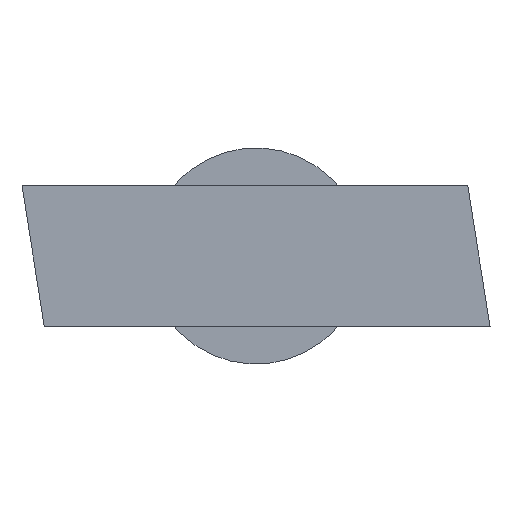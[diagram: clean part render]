
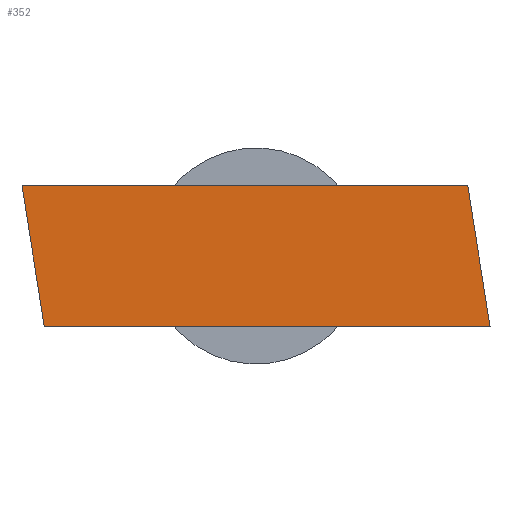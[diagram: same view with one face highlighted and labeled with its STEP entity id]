
A CAD part, front view. The second image highlights one B-rep face of the part: STEP entity #352.
In plain terms, the highlighted planar face has unit normal (0, -1, 0).
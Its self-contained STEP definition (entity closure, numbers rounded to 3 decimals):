
#37 = CARTESIAN_POINT ( 'NONE',  ( -19.591, 0., -6.5 ) ) ;
#79 = VECTOR ( 'NONE', #550, 1000. ) ;
#110 = CARTESIAN_POINT ( 'NONE',  ( -19.591, 0., -6.5 ) ) ;
#155 = LINE ( 'NONE', #110, #79 ) ;
#168 = CARTESIAN_POINT ( 'NONE',  ( -19.591, 0., -6.5 ) ) ;
#272 = CARTESIAN_POINT ( 'NONE',  ( -21.65, 0., 6.5 ) ) ;
#284 = DIRECTION ( 'NONE',  ( 1., 0., 0. ) ) ;
#332 = EDGE_CURVE ( 'NONE', #864, #854, #782, .T. ) ;
#347 = PLANE ( 'NONE',  #918 ) ;
#352 = ADVANCED_FACE ( 'NONE', ( #386 ), #347, .F. ) ;
#386 = FACE_OUTER_BOUND ( 'NONE', #588, .T. ) ;
#395 = ORIENTED_EDGE ( 'NONE', *, *, #951, .F. ) ;
#430 = CARTESIAN_POINT ( 'NONE',  ( -21.65, 0., 6.5 ) ) ;
#486 = VERTEX_POINT ( 'NONE', #871 ) ;
#493 = DIRECTION ( 'NONE',  ( 0., 0., 1. ) ) ;
#550 = DIRECTION ( 'NONE',  ( -1., 0., 0. ) ) ;
#588 = EDGE_LOOP ( 'NONE', ( #647, #395, #624, #640 ) ) ;
#624 = ORIENTED_EDGE ( 'NONE', *, *, #1013, .F. ) ;
#626 = VECTOR ( 'NONE', #919, 1000. ) ;
#640 = ORIENTED_EDGE ( 'NONE', *, *, #332, .F. ) ;
#647 = ORIENTED_EDGE ( 'NONE', *, *, #759, .F. ) ;
#673 = CARTESIAN_POINT ( 'NONE',  ( 19.591, 0., 6.5 ) ) ;
#675 = DIRECTION ( 'NONE',  ( 0.156, 0., -0.988 ) ) ;
#678 = VERTEX_POINT ( 'NONE', #37 ) ;
#759 = EDGE_CURVE ( 'NONE', #678, #864, #841, .T. ) ;
#782 = LINE ( 'NONE', #430, #956 ) ;
#841 = LINE ( 'NONE', #168, #626 ) ;
#854 = VERTEX_POINT ( 'NONE', #673 ) ;
#864 = VERTEX_POINT ( 'NONE', #272 ) ;
#871 = CARTESIAN_POINT ( 'NONE',  ( 21.65, 0., -6.5 ) ) ;
#875 = LINE ( 'NONE', #1041, #882 ) ;
#882 = VECTOR ( 'NONE', #675, 1000. ) ;
#899 = DIRECTION ( 'NONE',  ( 0., 1., 0. ) ) ;
#918 = AXIS2_PLACEMENT_3D ( 'NONE', #1011, #899, #493 ) ;
#919 = DIRECTION ( 'NONE',  ( -0.156, 0., 0.988 ) ) ;
#951 = EDGE_CURVE ( 'NONE', #486, #678, #155, .T. ) ;
#956 = VECTOR ( 'NONE', #284, 1000. ) ;
#1011 = CARTESIAN_POINT ( 'NONE',  ( 0., 0., 0. ) ) ;
#1013 = EDGE_CURVE ( 'NONE', #854, #486, #875, .T. ) ;
#1041 = CARTESIAN_POINT ( 'NONE',  ( 21.65, 0., -6.5 ) ) ;
